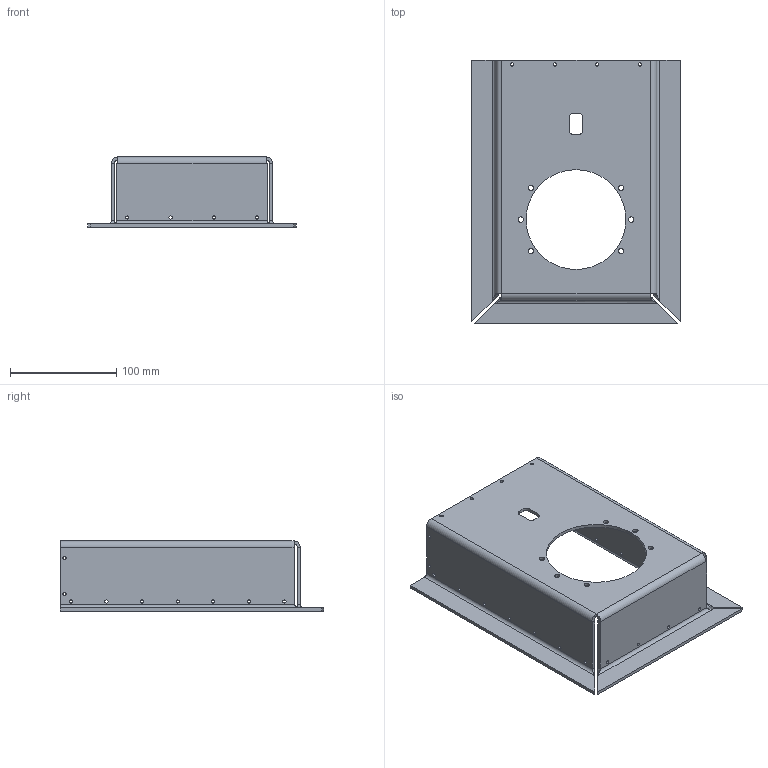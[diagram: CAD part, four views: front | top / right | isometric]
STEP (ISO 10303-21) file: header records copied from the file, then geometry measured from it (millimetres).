
FILE_DESCRIPTION(/* description */ (''),/* implementation_level */ '2;1');
FILE_NAME(/* name */ 'Przegub 1 v42.step',/* time_stamp */ '2024-05-28T16:32:24+02:00',/* author */ (''),/* organization */ (''),/* preprocessor_version */ 'ST-DEVELOPER v20',/* originating_system */ 'Autodesk Translation Framework v13.14.0.145',/* authorisation */ '');
FILE_SCHEMA (('AUTOMOTIVE_DESIGN { 1 0 10303 214 3 1 1 }'));
Length unit declared in the file: millimetre
Products named in the file (1): Przegub 1
Bounding box: 196 x 248 x 66 mm (x, y, z)
Volume: 226118.8 mm3; surface area: 157001.6 mm2
Topology: 1 solids, 1 shells, 99 faces, 243 edges, 146 vertices
Faces by surface type: cylinder 49, plane 46, bspline 4
Full cylindrical faces by diameter (mm): 3 x26, 5 x6, 94 x1
Entity records: 3148 total; most frequent: CARTESIAN_POINT 601, DIRECTION 525, ORIENTED_EDGE 486, EDGE_CURVE 243, AXIS2_PLACEMENT_3D 190, EDGE_LOOP 167, VERTEX_POINT 146, LINE 145
